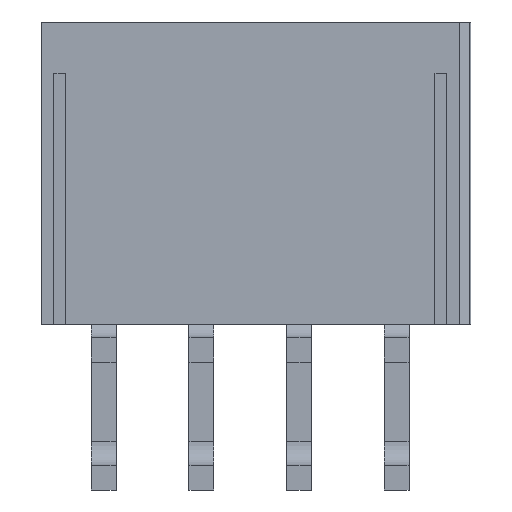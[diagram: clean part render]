
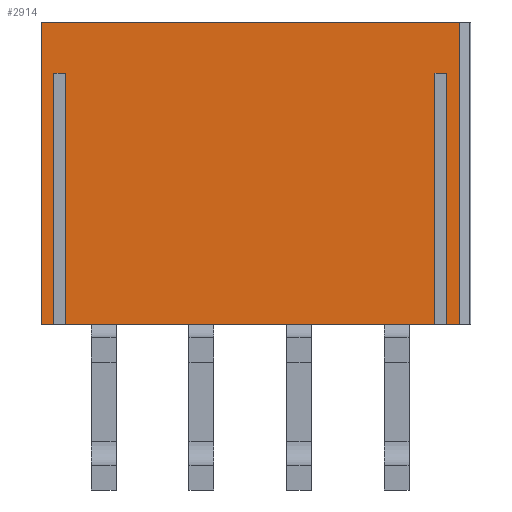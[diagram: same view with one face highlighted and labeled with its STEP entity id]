
A CAD part, front view. The second image highlights one B-rep face of the part: STEP entity #2914.
In plain terms, the highlighted planar face has unit normal (0, -1, 0).
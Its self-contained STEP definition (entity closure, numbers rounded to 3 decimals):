
#93=DIRECTION('',(1.,0.,0.));
#94=VECTOR('',#93,18.);
#95=CARTESIAN_POINT('',(-9.,-4.9,0.));
#96=LINE('',#95,#94);
#277=DIRECTION('',(0.,0.,-1.));
#278=VECTOR('',#277,13.);
#279=CARTESIAN_POINT('',(9.,-4.9,0.));
#280=LINE('',#279,#278);
#322=DIRECTION('',(1.,0.,0.));
#323=VECTOR('',#322,0.55);
#324=CARTESIAN_POINT('',(-9.,-4.9,-13.));
#325=LINE('',#324,#323);
#338=DIRECTION('',(1.,0.,0.));
#339=VECTOR('',#338,15.9);
#340=CARTESIAN_POINT('',(-7.95,-4.9,-13.));
#341=LINE('',#340,#339);
#354=DIRECTION('',(1.,0.,0.));
#355=VECTOR('',#354,0.55);
#356=CARTESIAN_POINT('',(8.45,-4.9,-13.));
#357=LINE('',#356,#355);
#538=DIRECTION('',(-1.,0.,0.));
#539=VECTOR('',#538,0.5);
#540=CARTESIAN_POINT('',(8.45,-4.9,-2.2));
#541=LINE('',#540,#539);
#542=DIRECTION('',(0.,0.,1.));
#543=VECTOR('',#542,10.8);
#544=CARTESIAN_POINT('',(7.95,-4.9,-13.));
#545=LINE('',#544,#543);
#546=DIRECTION('',(0.,0.,1.));
#547=VECTOR('',#546,10.8);
#548=CARTESIAN_POINT('',(-7.95,-4.9,-13.));
#549=LINE('',#548,#547);
#550=DIRECTION('',(-1.,0.,0.));
#551=VECTOR('',#550,0.5);
#552=CARTESIAN_POINT('',(-7.95,-4.9,-2.2));
#553=LINE('',#552,#551);
#554=DIRECTION('',(0.,0.,1.));
#555=VECTOR('',#554,10.8);
#556=CARTESIAN_POINT('',(-8.45,-4.9,-13.));
#557=LINE('',#556,#555);
#558=DIRECTION('',(0.,0.,-1.));
#559=VECTOR('',#558,13.);
#560=CARTESIAN_POINT('',(-9.,-4.9,0.));
#561=LINE('',#560,#559);
#562=DIRECTION('',(0.,0.,1.));
#563=VECTOR('',#562,10.8);
#564=CARTESIAN_POINT('',(8.45,-4.9,-13.));
#565=LINE('',#564,#563);
#1886=CARTESIAN_POINT('',(-9.,-4.9,0.));
#1887=CARTESIAN_POINT('',(9.,-4.9,0.));
#1888=VERTEX_POINT('',#1886);
#1889=VERTEX_POINT('',#1887);
#1896=CARTESIAN_POINT('',(-9.,-4.9,-13.));
#1897=VERTEX_POINT('',#1896);
#1898=CARTESIAN_POINT('',(9.,-4.9,-13.));
#1899=VERTEX_POINT('',#1898);
#1918=CARTESIAN_POINT('',(8.45,-4.9,-2.2));
#1919=CARTESIAN_POINT('',(7.95,-4.9,-2.2));
#1920=VERTEX_POINT('',#1918);
#1921=VERTEX_POINT('',#1919);
#1922=CARTESIAN_POINT('',(-7.95,-4.9,-2.2));
#1923=CARTESIAN_POINT('',(-8.45,-4.9,-2.2));
#1924=VERTEX_POINT('',#1922);
#1925=VERTEX_POINT('',#1923);
#1926=CARTESIAN_POINT('',(7.95,-4.9,-13.));
#1927=VERTEX_POINT('',#1926);
#1928=CARTESIAN_POINT('',(8.45,-4.9,-13.));
#1929=VERTEX_POINT('',#1928);
#1930=CARTESIAN_POINT('',(-7.95,-4.9,-13.));
#1931=VERTEX_POINT('',#1930);
#1932=CARTESIAN_POINT('',(-8.45,-4.9,-13.));
#1933=VERTEX_POINT('',#1932);
#2889=CARTESIAN_POINT('',(-9.,-4.9,0.));
#2890=DIRECTION('',(0.,-1.,0.));
#2891=DIRECTION('',(1.,0.,0.));
#2892=AXIS2_PLACEMENT_3D('',#2889,#2890,#2891);
#2893=PLANE('',#2892);
#2895=ORIENTED_EDGE('',*,*,#2894,.T.);
#2897=ORIENTED_EDGE('',*,*,#2896,.F.);
#2898=ORIENTED_EDGE('',*,*,#2695,.F.);
#2900=ORIENTED_EDGE('',*,*,#2899,.T.);
#2902=ORIENTED_EDGE('',*,*,#2901,.T.);
#2904=ORIENTED_EDGE('',*,*,#2903,.F.);
#2905=ORIENTED_EDGE('',*,*,#2687,.F.);
#2906=ORIENTED_EDGE('',*,*,#2882,.F.);
#2907=ORIENTED_EDGE('',*,*,#2493,.T.);
#2908=ORIENTED_EDGE('',*,*,#2611,.T.);
#2909=ORIENTED_EDGE('',*,*,#2703,.F.);
#2911=ORIENTED_EDGE('',*,*,#2910,.T.);
#2912=EDGE_LOOP('',(#2895,#2897,#2898,#2900,#2902,#2904,#2905,#2906,#2907,#2908,
#2909,#2911));
#2913=FACE_OUTER_BOUND('',#2912,.F.);
#2914=ADVANCED_FACE('',(#2913),#2893,.T.);
#2493=EDGE_CURVE('',#1888,#1889,#96,.T.);
#2611=EDGE_CURVE('',#1889,#1899,#280,.T.);
#2687=EDGE_CURVE('',#1897,#1933,#325,.T.);
#2695=EDGE_CURVE('',#1931,#1927,#341,.T.);
#2703=EDGE_CURVE('',#1929,#1899,#357,.T.);
#2882=EDGE_CURVE('',#1888,#1897,#561,.T.);
#2894=EDGE_CURVE('',#1920,#1921,#541,.T.);
#2896=EDGE_CURVE('',#1927,#1921,#545,.T.);
#2899=EDGE_CURVE('',#1931,#1924,#549,.T.);
#2901=EDGE_CURVE('',#1924,#1925,#553,.T.);
#2903=EDGE_CURVE('',#1933,#1925,#557,.T.);
#2910=EDGE_CURVE('',#1929,#1920,#565,.T.);
